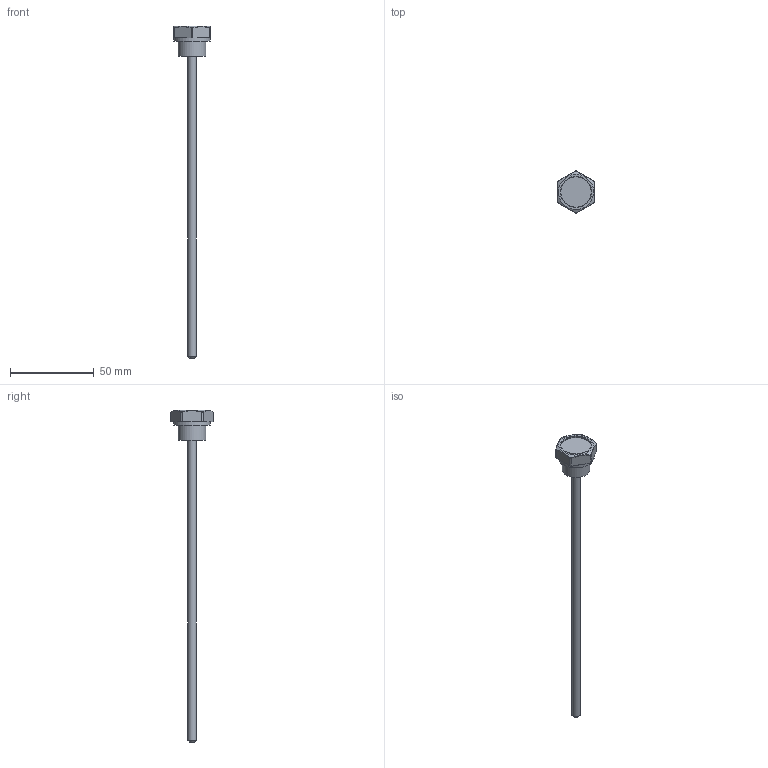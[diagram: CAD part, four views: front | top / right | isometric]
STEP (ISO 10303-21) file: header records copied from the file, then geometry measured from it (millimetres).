
FILE_DESCRIPTION( ( 'Unknown' ), '1' );
FILE_NAME( '6312615_TAO4.stp', 'Unknown', ( 'Unknown' ), ( 'Unknown' ), 'PSStep 14.0', 'Unknown', ' ' );
FILE_SCHEMA( ( 'AUTOMOTIVE_DESIGN { 1 0 10303 214 1 1 1 1 }' ) );
Length unit declared in the file: millimetre
Products named in the file (1): 6312514
Bounding box: 22 x 25.09 x 198 mm (x, y, z)
Volume: 8378 mm3; surface area: 5654.5 mm2
Topology: 1 solids, 6 shells, 63 faces, 127 edges, 76 vertices
Faces by surface type: plane 24, cylinder 16, bspline 12, cone 8, torus 3
Full cylindrical faces by diameter (mm): 5 x6, 11 x1, 16.662 x1, 18.1 x1, 22 x1
Entity records: 3524 total; most frequent: CARTESIAN_POINT 1834, DIRECTION 238, ORIENTED_EDGE 206, AXIS2_PLACEMENT_3D 107, EDGE_CURVE 103, EDGE_LOOP 94, FACE_OUTER_BOUND 76, VERTEX_POINT 73
